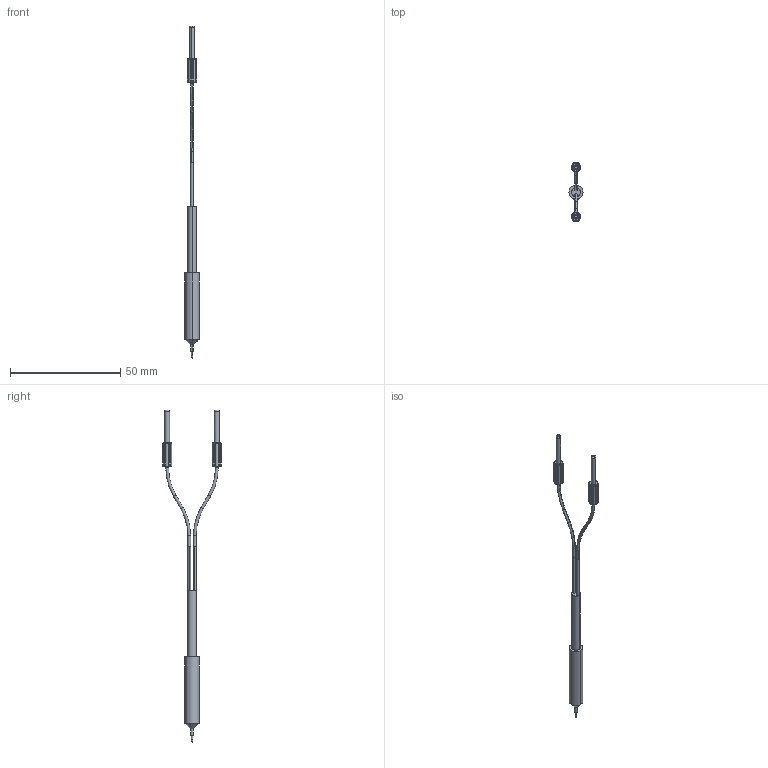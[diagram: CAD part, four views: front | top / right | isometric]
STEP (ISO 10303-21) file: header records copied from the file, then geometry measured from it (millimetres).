
FILE_DESCRIPTION((''),'2;1');
FILE_NAME('FRJ-9301-20_ASM_SW0001','2016-08-30T',('cmozuch'),(''),'PRO/ENGINEER BY PARAMETRIC TECHNOLOGY CORPORATION, 2015440','PRO/ENGINEER BY PARAMETRIC TECHNOLOGY CORPORATION, 2015440','');
FILE_SCHEMA(('CONFIG_CONTROL_DESIGN'));
Length unit declared in the file: millimetre
Products named in the file (1): FRJ-9301-20_ASM_SW0001
Bounding box: 6.35 x 26.5 x 150.45 mm (x, y, z)
Volume: 1903.6 mm3; surface area: 2088.4 mm2
Topology: 1 solids, 1 shells, 296 faces, 724 edges, 437 vertices
Faces by surface type: cylinder 138, bspline 96, torus 36, plane 22, cone 2, sphere 2
Entity records: 16378 total; most frequent: CARTESIAN_POINT 8143, ORIENTED_EDGE 1444, DIRECTION 1028, EDGE_CURVE 722, VERTEX_POINT 437, AXIS2_PLACEMENT_3D 426, B_SPLINE_CURVE_WITH_KNOTS 320, EDGE_LOOP 305
